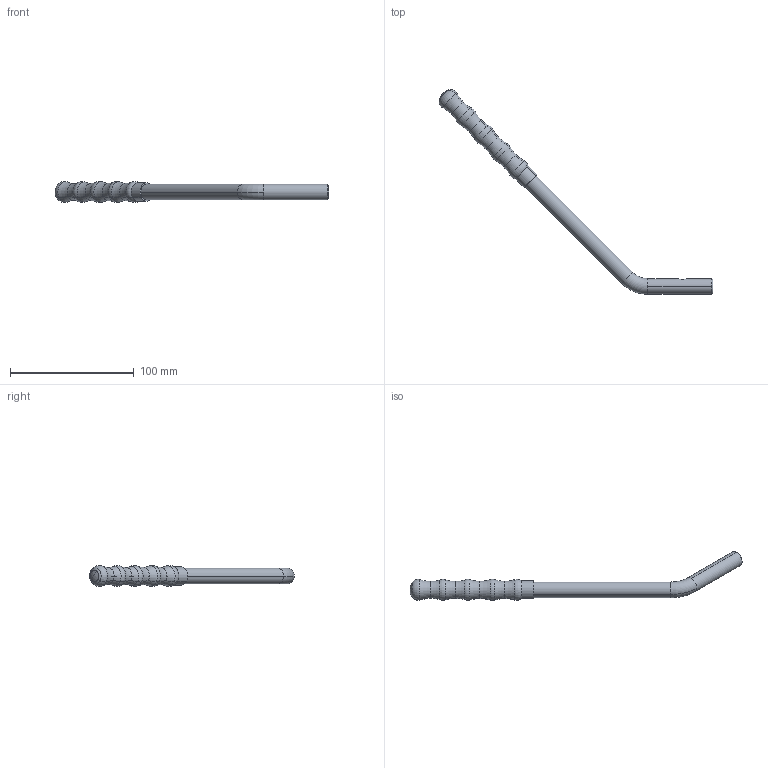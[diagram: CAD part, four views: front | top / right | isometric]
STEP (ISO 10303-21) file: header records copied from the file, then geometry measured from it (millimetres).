
FILE_DESCRIPTION (( 'STEP AP214' ), '1' );
FILE_NAME ('4303003.STEP', '2024-09-10T09:24:38', ( '' ), ( '' ), 'SwSTEP 2.0', 'SolidWorks 2016', '' );
FILE_SCHEMA (( 'AUTOMOTIVE_DESIGN' ));
Length unit declared in the file: millimetre
Products named in the file (1): 4303003
Bounding box: 221.1 x 165.08 x 17 mm (x, y, z)
Volume: 40676 mm3; surface area: 20305 mm2
Topology: 2 solids, 2 shells, 50 faces, 104 edges, 58 vertices
Faces by surface type: torus 28, cylinder 10, cone 6, plane 4, sphere 2
Entity records: 1975 total; most frequent: DIRECTION 280, CARTESIAN_POINT 277, ORIENTED_EDGE 204, AXIS2_PLACEMENT_3D 133, EDGE_CURVE 102, CIRCLE 82, VERTEX_POINT 58, UNCERTAINTY_MEASURE_WITH_UNIT 54
